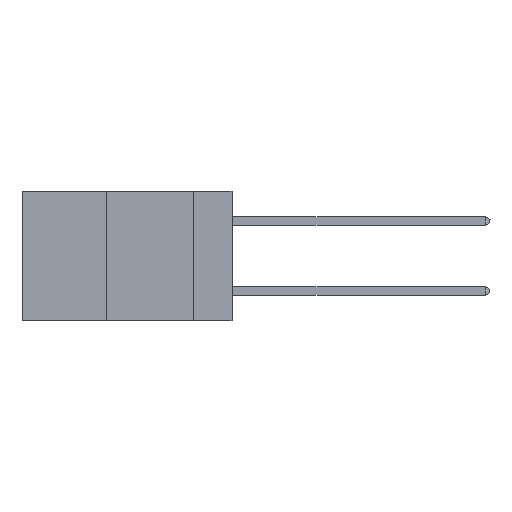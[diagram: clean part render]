
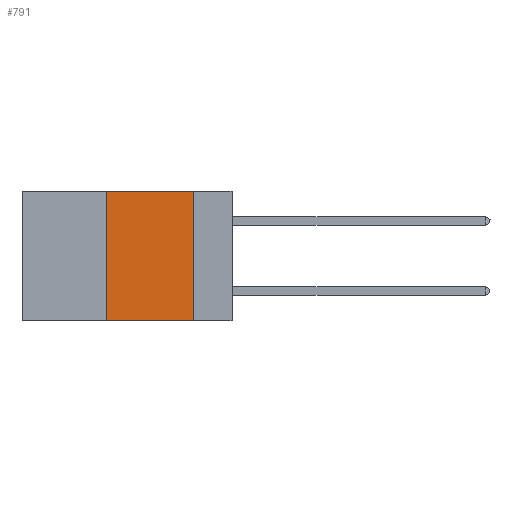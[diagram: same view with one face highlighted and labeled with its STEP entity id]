
A CAD part, left-side view. The second image highlights one B-rep face of the part: STEP entity #791.
In plain terms, the highlighted planar face has unit normal (-1, 0, 0).
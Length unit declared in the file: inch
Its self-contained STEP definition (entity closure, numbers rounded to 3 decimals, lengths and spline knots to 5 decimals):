
#274 = CARTESIAN_POINT ( 'NONE',  ( 0., 0.36, 0. ) ) ;
#450 = ORIENTED_EDGE ( 'NONE', *, *, #10412, .F. ) ;
#791 = ADVANCED_FACE ( 'NONE', ( #14735 ), #11916, .F. ) ;
#1372 = DIRECTION ( 'NONE',  ( 0., -1., 0. ) ) ;
#1519 = CARTESIAN_POINT ( 'NONE',  ( 0., 0.36, 0. ) ) ;
#1647 = VECTOR ( 'NONE', #7025, 39.37008 ) ;
#1764 = VECTOR ( 'NONE', #1372, 39.37008 ) ;
#1784 = VERTEX_POINT ( 'NONE', #16068 ) ;
#2335 = CARTESIAN_POINT ( 'NONE',  ( 0., 0.11, -0.37 ) ) ;
#2573 = DIRECTION ( 'NONE',  ( 0., -1., 0. ) ) ;
#2989 = VERTEX_POINT ( 'NONE', #2335 ) ;
#5248 = VECTOR ( 'NONE', #8446, 39.37008 ) ;
#5440 = LINE ( 'NONE', #16718, #1764 ) ;
#6284 = DIRECTION ( 'NONE',  ( 0., 0., -1. ) ) ;
#6812 = VERTEX_POINT ( 'NONE', #8761 ) ;
#7025 = DIRECTION ( 'NONE',  ( 0., 0., 1. ) ) ;
#7146 = LINE ( 'NONE', #15336, #5248 ) ;
#7711 = VERTEX_POINT ( 'NONE', #274 ) ;
#8446 = DIRECTION ( 'NONE',  ( 0., 0., -1. ) ) ;
#8761 = CARTESIAN_POINT ( 'NONE',  ( 0., 0.11, 0. ) ) ;
#9048 = ORIENTED_EDGE ( 'NONE', *, *, #13565, .T. ) ;
#10412 = EDGE_CURVE ( 'NONE', #1784, #7711, #13936, .T. ) ;
#10574 = CARTESIAN_POINT ( 'NONE',  ( 0., 0.6, 0. ) ) ;
#11421 = AXIS2_PLACEMENT_3D ( 'NONE', #10574, #11650, #6284 ) ;
#11650 = DIRECTION ( 'NONE',  ( 1., 0., 0. ) ) ;
#11916 = PLANE ( 'NONE',  #11421 ) ;
#12436 = LINE ( 'NONE', #14997, #12444 ) ;
#12444 = VECTOR ( 'NONE', #2573, 39.37008 ) ;
#13148 = ORIENTED_EDGE ( 'NONE', *, *, #15115, .F. ) ;
#13565 = EDGE_CURVE ( 'NONE', #1784, #2989, #12436, .T. ) ;
#13936 = LINE ( 'NONE', #1519, #1647 ) ;
#14735 = FACE_OUTER_BOUND ( 'NONE', #16114, .T. ) ;
#14997 = CARTESIAN_POINT ( 'NONE',  ( 0., 0.6, -0.37 ) ) ;
#15115 = EDGE_CURVE ( 'NONE', #6812, #2989, #7146, .T. ) ;
#15336 = CARTESIAN_POINT ( 'NONE',  ( 0., 0.11, 0. ) ) ;
#16041 = ORIENTED_EDGE ( 'NONE', *, *, #16406, .F. ) ;
#16068 = CARTESIAN_POINT ( 'NONE',  ( 0., 0.36, -0.37 ) ) ;
#16114 = EDGE_LOOP ( 'NONE', ( #13148, #16041, #450, #9048 ) ) ;
#16406 = EDGE_CURVE ( 'NONE', #7711, #6812, #5440, .T. ) ;
#16718 = CARTESIAN_POINT ( 'NONE',  ( 0., 0.6, 0. ) ) ;
